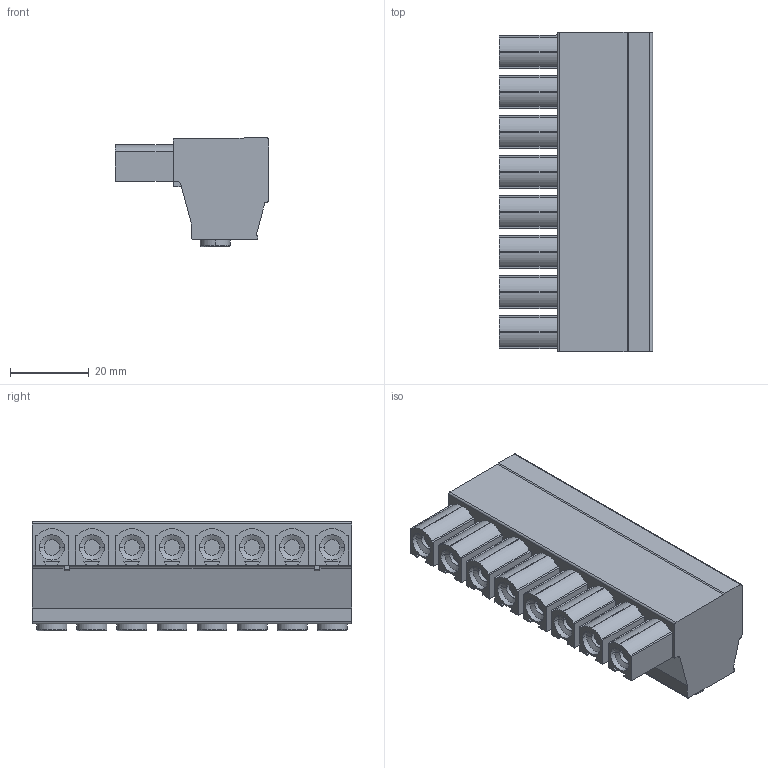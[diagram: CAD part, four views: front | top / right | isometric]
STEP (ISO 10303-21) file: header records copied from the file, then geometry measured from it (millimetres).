
FILE_DESCRIPTION((''),'2;1');
FILE_NAME('TLPS-800V-XXP-XS','2024-09-09T15:27:45',('yanfa'),(''),'CREO PARAMETRIC BY PTC INC, 2018100','CREO PARAMETRIC BY PTC INC, 2018100','');
FILE_SCHEMA(('AUTOMOTIVE_DESIGN { 1 0 10303 214 1 1 1 1 }'));
Length unit declared in the file: millimetre
Products named in the file (1): TLPS-800V-XXP-XS
Bounding box: 38.9 x 81.12 x 27.8 mm (x, y, z)
Volume: 47121.3 mm3; surface area: 16063.7 mm2
Topology: 1 solids, 1 shells, 526 faces, 1396 edges, 904 vertices
Faces by surface type: plane 277, cylinder 217, cone 16, torus 16
Entity records: 16618 total; most frequent: CARTESIAN_POINT 3429, ORIENTED_EDGE 2792, DIRECTION 2659, EDGE_CURVE 1396, VERTEX_POINT 904, AXIS2_PLACEMENT_3D 887, VECTOR 882, LINE 882
